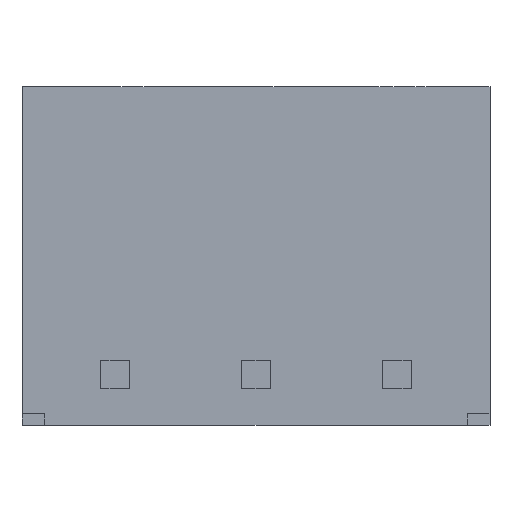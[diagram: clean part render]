
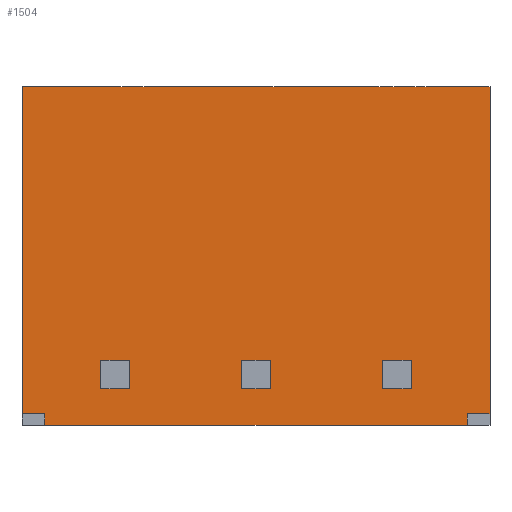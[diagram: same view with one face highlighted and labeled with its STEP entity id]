
A CAD part, front view. The second image highlights one B-rep face of the part: STEP entity #1504.
In plain terms, the highlighted planar face has unit normal (0, -1, 0).
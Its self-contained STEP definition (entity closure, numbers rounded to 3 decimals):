
#158=DIRECTION('',(0.,0.,-1.));
#159=VECTOR('',#158,11.6);
#160=CARTESIAN_POINT('',(-8.3,-3.9,0.));
#161=LINE('',#160,#159);
#186=DIRECTION('',(1.,0.,0.));
#187=VECTOR('',#186,15.);
#188=CARTESIAN_POINT('',(-7.5,-3.9,-12.));
#189=LINE('',#188,#187);
#198=DIRECTION('',(0.,0.,1.));
#199=VECTOR('',#198,0.4);
#200=CARTESIAN_POINT('',(7.5,-3.9,-12.));
#201=LINE('',#200,#199);
#202=DIRECTION('',(0.,0.,1.));
#203=VECTOR('',#202,0.4);
#204=CARTESIAN_POINT('',(-7.5,-3.9,-12.));
#205=LINE('',#204,#203);
#206=DIRECTION('',(1.,0.,0.));
#207=VECTOR('',#206,0.8);
#208=CARTESIAN_POINT('',(-8.3,-3.9,-11.6));
#209=LINE('',#208,#207);
#210=DIRECTION('',(1.,0.,0.));
#211=VECTOR('',#210,16.6);
#212=CARTESIAN_POINT('',(-8.3,-3.9,0.));
#213=LINE('',#212,#211);
#214=DIRECTION('',(-1.,0.,0.));
#215=VECTOR('',#214,0.8);
#216=CARTESIAN_POINT('',(8.3,-3.9,-11.6));
#217=LINE('',#216,#215);
#218=DIRECTION('',(0.,0.,-1.));
#219=VECTOR('',#218,1.);
#220=CARTESIAN_POINT('',(-5.5,-3.9,-9.7));
#221=LINE('',#220,#219);
#222=DIRECTION('',(1.,0.,0.));
#223=VECTOR('',#222,1.);
#224=CARTESIAN_POINT('',(-5.5,-3.9,-10.7));
#225=LINE('',#224,#223);
#226=DIRECTION('',(0.,0.,1.));
#227=VECTOR('',#226,1.);
#228=CARTESIAN_POINT('',(-4.5,-3.9,-10.7));
#229=LINE('',#228,#227);
#230=DIRECTION('',(-1.,0.,0.));
#231=VECTOR('',#230,1.);
#232=CARTESIAN_POINT('',(-4.5,-3.9,-9.7));
#233=LINE('',#232,#231);
#234=DIRECTION('',(0.,0.,-1.));
#235=VECTOR('',#234,1.);
#236=CARTESIAN_POINT('',(-0.5,-3.9,-9.7));
#237=LINE('',#236,#235);
#238=DIRECTION('',(1.,0.,0.));
#239=VECTOR('',#238,1.);
#240=CARTESIAN_POINT('',(-0.5,-3.9,-10.7));
#241=LINE('',#240,#239);
#242=DIRECTION('',(0.,0.,1.));
#243=VECTOR('',#242,1.);
#244=CARTESIAN_POINT('',(0.5,-3.9,-10.7));
#245=LINE('',#244,#243);
#246=DIRECTION('',(-1.,0.,0.));
#247=VECTOR('',#246,1.);
#248=CARTESIAN_POINT('',(0.5,-3.9,-9.7));
#249=LINE('',#248,#247);
#250=DIRECTION('',(0.,0.,-1.));
#251=VECTOR('',#250,1.);
#252=CARTESIAN_POINT('',(4.5,-3.9,-9.7));
#253=LINE('',#252,#251);
#254=DIRECTION('',(1.,0.,0.));
#255=VECTOR('',#254,1.);
#256=CARTESIAN_POINT('',(4.5,-3.9,-10.7));
#257=LINE('',#256,#255);
#258=DIRECTION('',(0.,0.,1.));
#259=VECTOR('',#258,1.);
#260=CARTESIAN_POINT('',(5.5,-3.9,-10.7));
#261=LINE('',#260,#259);
#262=DIRECTION('',(-1.,0.,0.));
#263=VECTOR('',#262,1.);
#264=CARTESIAN_POINT('',(5.5,-3.9,-9.7));
#265=LINE('',#264,#263);
#959=DIRECTION('',(0.,0.,-1.));
#960=VECTOR('',#959,11.6);
#961=CARTESIAN_POINT('',(8.3,-3.9,0.));
#962=LINE('',#961,#960);
#1096=CARTESIAN_POINT('',(-8.3,-3.9,0.));
#1098=VERTEX_POINT('',#1096);
#1104=CARTESIAN_POINT('',(8.3,-3.9,0.));
#1106=VERTEX_POINT('',#1104);
#1141=CARTESIAN_POINT('',(-7.5,-3.9,-12.));
#1143=VERTEX_POINT('',#1141);
#1165=CARTESIAN_POINT('',(-8.3,-3.9,-11.6));
#1167=VERTEX_POINT('',#1165);
#1169=CARTESIAN_POINT('',(-7.5,-3.9,-11.6));
#1170=VERTEX_POINT('',#1169);
#1197=CARTESIAN_POINT('',(-5.5,-3.9,-9.7));
#1198=CARTESIAN_POINT('',(-5.5,-3.9,-10.7));
#1199=VERTEX_POINT('',#1197);
#1200=VERTEX_POINT('',#1198);
#1201=CARTESIAN_POINT('',(-4.5,-3.9,-10.7));
#1202=VERTEX_POINT('',#1201);
#1203=CARTESIAN_POINT('',(-4.5,-3.9,-9.7));
#1204=VERTEX_POINT('',#1203);
#1220=CARTESIAN_POINT('',(7.5,-3.9,-11.6));
#1222=VERTEX_POINT('',#1220);
#1228=CARTESIAN_POINT('',(8.3,-3.9,-11.6));
#1229=VERTEX_POINT('',#1228);
#1232=CARTESIAN_POINT('',(7.5,-3.9,-12.));
#1233=VERTEX_POINT('',#1232);
#1260=CARTESIAN_POINT('',(-0.5,-3.9,-9.7));
#1261=VERTEX_POINT('',#1260);
#1262=CARTESIAN_POINT('',(-0.5,-3.9,-10.7));
#1263=VERTEX_POINT('',#1262);
#1264=CARTESIAN_POINT('',(0.5,-3.9,-10.7));
#1265=VERTEX_POINT('',#1264);
#1266=CARTESIAN_POINT('',(0.5,-3.9,-9.7));
#1267=VERTEX_POINT('',#1266);
#1292=CARTESIAN_POINT('',(4.5,-3.9,-9.7));
#1293=VERTEX_POINT('',#1292);
#1294=CARTESIAN_POINT('',(4.5,-3.9,-10.7));
#1295=VERTEX_POINT('',#1294);
#1296=CARTESIAN_POINT('',(5.5,-3.9,-10.7));
#1297=VERTEX_POINT('',#1296);
#1298=CARTESIAN_POINT('',(5.5,-3.9,-9.7));
#1299=VERTEX_POINT('',#1298);
#1455=CARTESIAN_POINT('',(-8.3,-3.9,0.));
#1456=DIRECTION('',(0.,-1.,0.));
#1457=DIRECTION('',(0.,0.,-1.));
#1458=AXIS2_PLACEMENT_3D('',#1455,#1456,#1457);
#1459=PLANE('',#1458);
#1460=ORIENTED_EDGE('',*,*,#1435,.F.);
#1461=ORIENTED_EDGE('',*,*,#1420,.F.);
#1463=ORIENTED_EDGE('',*,*,#1462,.T.);
#1465=ORIENTED_EDGE('',*,*,#1464,.F.);
#1466=ORIENTED_EDGE('',*,*,#1393,.F.);
#1468=ORIENTED_EDGE('',*,*,#1467,.T.);
#1470=ORIENTED_EDGE('',*,*,#1469,.T.);
#1471=ORIENTED_EDGE('',*,*,#1446,.T.);
#1472=EDGE_LOOP('',(#1460,#1461,#1463,#1465,#1466,#1468,#1470,#1471));
#1473=FACE_OUTER_BOUND('',#1472,.F.);
#1475=ORIENTED_EDGE('',*,*,#1474,.T.);
#1477=ORIENTED_EDGE('',*,*,#1476,.T.);
#1479=ORIENTED_EDGE('',*,*,#1478,.T.);
#1481=ORIENTED_EDGE('',*,*,#1480,.T.);
#1482=EDGE_LOOP('',(#1475,#1477,#1479,#1481));
#1483=FACE_BOUND('',#1482,.F.);
#1485=ORIENTED_EDGE('',*,*,#1484,.T.);
#1487=ORIENTED_EDGE('',*,*,#1486,.T.);
#1489=ORIENTED_EDGE('',*,*,#1488,.T.);
#1491=ORIENTED_EDGE('',*,*,#1490,.T.);
#1492=EDGE_LOOP('',(#1485,#1487,#1489,#1491));
#1493=FACE_BOUND('',#1492,.F.);
#1495=ORIENTED_EDGE('',*,*,#1494,.T.);
#1497=ORIENTED_EDGE('',*,*,#1496,.T.);
#1499=ORIENTED_EDGE('',*,*,#1498,.T.);
#1501=ORIENTED_EDGE('',*,*,#1500,.T.);
#1502=EDGE_LOOP('',(#1495,#1497,#1499,#1501));
#1503=FACE_BOUND('',#1502,.F.);
#1393=EDGE_CURVE('',#1098,#1167,#161,.T.);
#1420=EDGE_CURVE('',#1143,#1233,#189,.T.);
#1435=EDGE_CURVE('',#1233,#1222,#201,.T.);
#1446=EDGE_CURVE('',#1229,#1222,#217,.T.);
#1462=EDGE_CURVE('',#1143,#1170,#205,.T.);
#1464=EDGE_CURVE('',#1167,#1170,#209,.T.);
#1467=EDGE_CURVE('',#1098,#1106,#213,.T.);
#1469=EDGE_CURVE('',#1106,#1229,#962,.T.);
#1474=EDGE_CURVE('',#1199,#1200,#221,.T.);
#1476=EDGE_CURVE('',#1200,#1202,#225,.T.);
#1478=EDGE_CURVE('',#1202,#1204,#229,.T.);
#1480=EDGE_CURVE('',#1204,#1199,#233,.T.);
#1484=EDGE_CURVE('',#1261,#1263,#237,.T.);
#1486=EDGE_CURVE('',#1263,#1265,#241,.T.);
#1488=EDGE_CURVE('',#1265,#1267,#245,.T.);
#1490=EDGE_CURVE('',#1267,#1261,#249,.T.);
#1494=EDGE_CURVE('',#1293,#1295,#253,.T.);
#1496=EDGE_CURVE('',#1295,#1297,#257,.T.);
#1498=EDGE_CURVE('',#1297,#1299,#261,.T.);
#1500=EDGE_CURVE('',#1299,#1293,#265,.T.);
#1504=ADVANCED_FACE('',(#1473,#1483,#1493,#1503),#1459,.T.);
